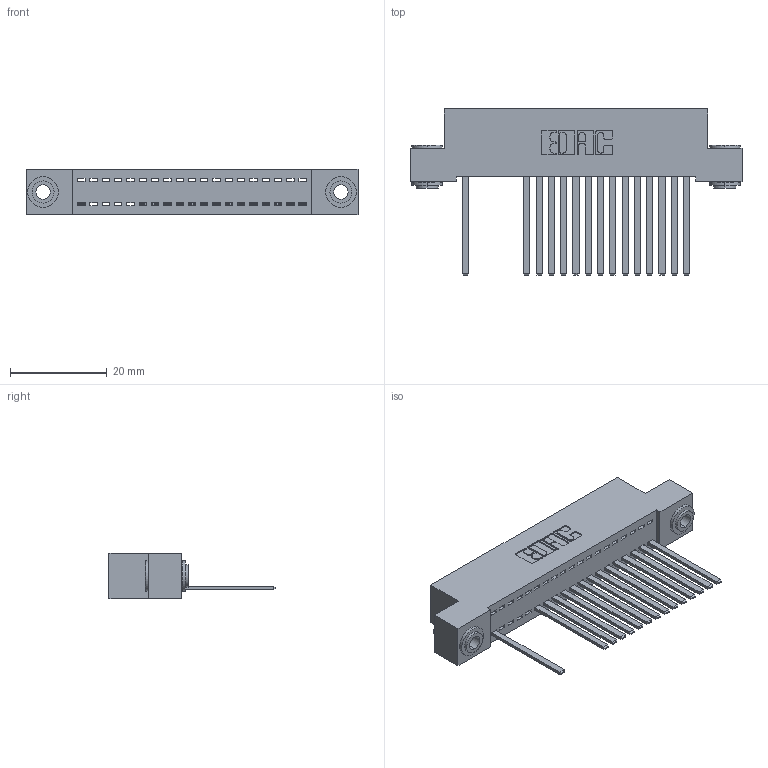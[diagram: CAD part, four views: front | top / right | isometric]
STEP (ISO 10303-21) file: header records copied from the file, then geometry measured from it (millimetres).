
FILE_DESCRIPTION (( 'STEP AP203' ), '1' );
FILE_NAME ('392-019-544-103.STEP', '2018-08-15T05:37:11', ( '' ), ( '' ), 'SwSTEP 2.0', 'SolidWorks 2016', '' );
FILE_SCHEMA (( 'CONFIG_CONTROL_DESIGN' ));
Length unit declared in the file: inch
Products named in the file (4): 342 Part_.156 TH; 345-292-001_345-293-144; 342-250-002_345-250-002-102; 392-019-544-103
Assembly tree (18 placements, depth 2):
  392-019-544-103
    342 Part_.156 TH
    345-292-001_345-293-144  x15
    342-250-002_345-250-002-102  x2
Bounding box: 68.58 x 34.3 x 9.4 mm (x, y, z)
Volume: 6079.2 mm3; surface area: 8981.1 mm2
Topology: 18 solids, 18 shells, 976 faces, 2913 edges, 1918 vertices
Faces by surface type: plane 694, cylinder 274, cone 8
Entity records: 14796 total; most frequent: CARTESIAN_POINT 2550, ORIENTED_EDGE 2502, DIRECTION 2223, EDGE_CURVE 1251, VECTOR 1103, LINE 1103, VERTEX_POINT 830, AXIS2_PLACEMENT_3D 560
